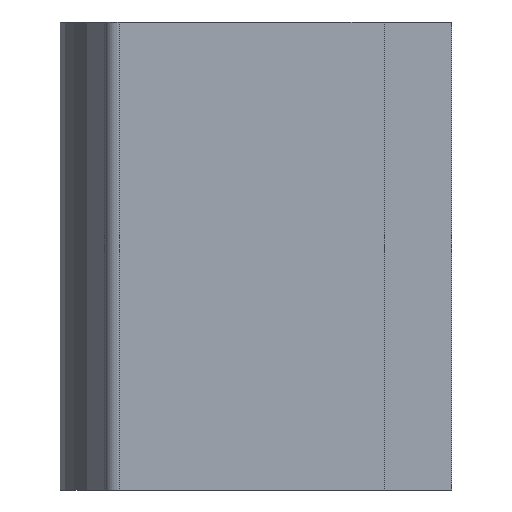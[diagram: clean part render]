
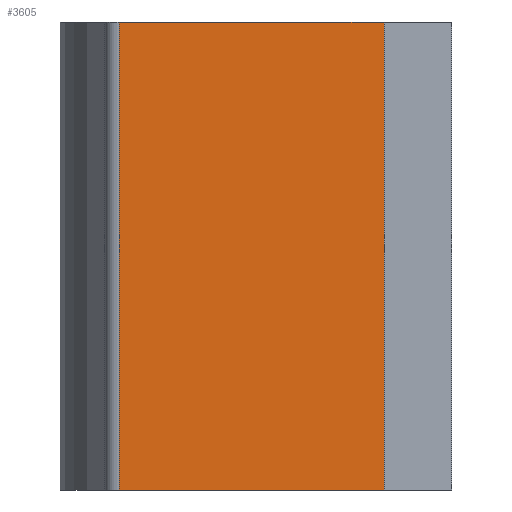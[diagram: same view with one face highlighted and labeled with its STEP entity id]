
A CAD part, left-side view. The second image highlights one B-rep face of the part: STEP entity #3605.
In plain terms, the highlighted planar face has unit normal (-1, 0, 0).
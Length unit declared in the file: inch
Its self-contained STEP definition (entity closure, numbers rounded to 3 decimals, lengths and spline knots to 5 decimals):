
#79 = DIRECTION ( 'NONE',  ( 1., 0., 0. ) ) ;
#105 = VERTEX_POINT ( 'NONE', #982 ) ;
#124 = DIRECTION ( 'NONE',  ( 0., 0., -1. ) ) ;
#464 = LINE ( 'NONE', #3438, #4902 ) ;
#510 = PLANE ( 'NONE',  #2907 ) ;
#813 = LINE ( 'NONE', #4699, #4586 ) ;
#834 = LINE ( 'NONE', #1906, #1371 ) ;
#976 = CARTESIAN_POINT ( 'NONE',  ( -0.875, -0.594, -0.96875 ) ) ;
#982 = CARTESIAN_POINT ( 'NONE',  ( -0.875, 0.502, -0.96875 ) ) ;
#1153 = EDGE_CURVE ( 'NONE', #2797, #3648, #2177, .T. ) ;
#1371 = VECTOR ( 'NONE', #3951, 39.37008 ) ;
#1638 = CARTESIAN_POINT ( 'NONE',  ( -0.875, 0.502, 0.96875 ) ) ;
#1906 = CARTESIAN_POINT ( 'NONE',  ( -0.875, 0., -0.96875 ) ) ;
#2052 = CARTESIAN_POINT ( 'NONE',  ( -0.875, -0.594, 0.96875 ) ) ;
#2177 = LINE ( 'NONE', #3733, #2970 ) ;
#2250 = ORIENTED_EDGE ( 'NONE', *, *, #1153, .T. ) ;
#2327 = EDGE_CURVE ( 'NONE', #2447, #105, #813, .T. ) ;
#2447 = VERTEX_POINT ( 'NONE', #1638 ) ;
#2719 = DIRECTION ( 'NONE',  ( 0., 1., 0. ) ) ;
#2797 = VERTEX_POINT ( 'NONE', #976 ) ;
#2907 = AXIS2_PLACEMENT_3D ( 'NONE', #4326, #79, #124 ) ;
#2970 = VECTOR ( 'NONE', #3348, 39.37008 ) ;
#3077 = EDGE_CURVE ( 'NONE', #3648, #2447, #464, .T. ) ;
#3348 = DIRECTION ( 'NONE',  ( 0., 0., 1. ) ) ;
#3438 = CARTESIAN_POINT ( 'NONE',  ( -0.875, 0., 0.96875 ) ) ;
#3581 = ORIENTED_EDGE ( 'NONE', *, *, #3077, .T. ) ;
#3605 = ADVANCED_FACE ( 'NONE', ( #3609 ), #510, .F. ) ;
#3609 = FACE_OUTER_BOUND ( 'NONE', #4748, .T. ) ;
#3648 = VERTEX_POINT ( 'NONE', #2052 ) ;
#3733 = CARTESIAN_POINT ( 'NONE',  ( -0.875, -0.594, -1.44961 ) ) ;
#3904 = ORIENTED_EDGE ( 'NONE', *, *, #4283, .F. ) ;
#3951 = DIRECTION ( 'NONE',  ( 0., 1., 0. ) ) ;
#4283 = EDGE_CURVE ( 'NONE', #2797, #105, #834, .T. ) ;
#4323 = DIRECTION ( 'NONE',  ( 0., 0., -1. ) ) ;
#4326 = CARTESIAN_POINT ( 'NONE',  ( -0.875, 0., -0.96875 ) ) ;
#4366 = ORIENTED_EDGE ( 'NONE', *, *, #2327, .T. ) ;
#4586 = VECTOR ( 'NONE', #4323, 39.37008 ) ;
#4699 = CARTESIAN_POINT ( 'NONE',  ( -0.875, 0.502, -0.96875 ) ) ;
#4748 = EDGE_LOOP ( 'NONE', ( #3581, #4366, #3904, #2250 ) ) ;
#4902 = VECTOR ( 'NONE', #2719, 39.37008 ) ;
